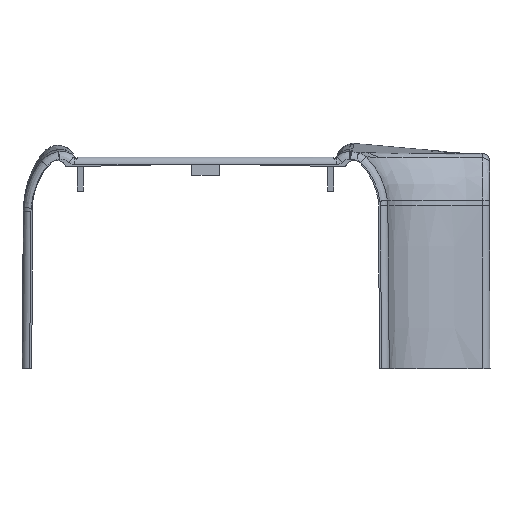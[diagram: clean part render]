
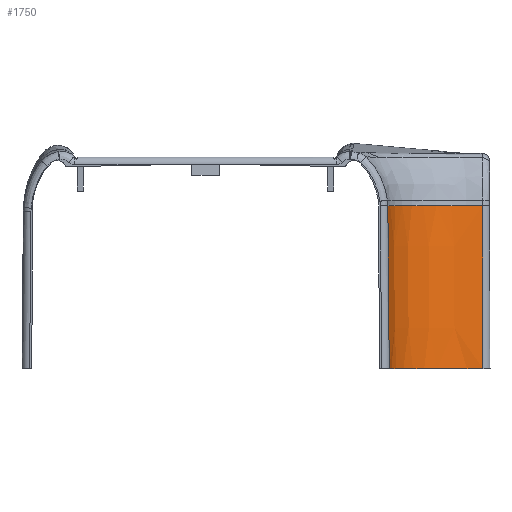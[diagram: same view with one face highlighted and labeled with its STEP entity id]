
A CAD part, front view. The second image highlights one B-rep face of the part: STEP entity #1750.
In plain terms, the highlighted conical face has half-angle 0.5 degrees and reference radius 29.31 mm.
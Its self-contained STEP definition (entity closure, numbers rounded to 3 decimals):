
#471 = AXIS2_PLACEMENT_3D ( 'NONE', #10740, #39518, #14859 ) ;
#584 = CARTESIAN_POINT ( 'NONE',  ( 52.748, -80.161, 47.121 ) ) ;
#1409 = FACE_OUTER_BOUND ( 'NONE', #24062, .T. ) ;
#1750 = ADVANCED_FACE ( 'NONE', ( #1409 ), #22032, .F. ) ;
#3567 = EDGE_CURVE ( 'NONE', #3915, #20119, #15794, .T. ) ;
#3915 = VERTEX_POINT ( 'NONE', #584 ) ;
#9308 = EDGE_CURVE ( 'NONE', #3915, #49707, #13606, .T. ) ;
#10109 = CARTESIAN_POINT ( 'NONE',  ( 53.019, -80.213, 15.707 ) ) ;
#10740 = CARTESIAN_POINT ( 'NONE',  ( 82., -82., 0. ) ) ;
#11234 = DIRECTION ( 'NONE',  ( 0., 0., -1. ) ) ;
#11249 = ORIENTED_EDGE ( 'NONE', *, *, #3567, .T. ) ;
#11911 = DIRECTION ( 'NONE',  ( 0., -1., 0. ) ) ;
#12486 = CARTESIAN_POINT ( 'NONE',  ( 80.239, -53.155, 0. ) ) ;
#12555 = CARTESIAN_POINT ( 'NONE',  ( 80.208, -52.992, 18.848 ) ) ;
#13606 = CIRCLE ( 'NONE', #52458, 29.31 ) ;
#14859 = DIRECTION ( 'NONE',  ( 0., -1., 0. ) ) ;
#15794 = B_SPLINE_CURVE_WITH_KNOTS ( 'NONE', 3,
 ( #43232, #34914, #10109, #18541 ),
 .UNSPECIFIED., .F., .F.,
 ( 4, 4 ),
 ( 0., 1. ),
 .UNSPECIFIED. ) ;
#16677 = CARTESIAN_POINT ( 'NONE',  ( 80.239, -53.155, 0. ) ) ;
#18541 = CARTESIAN_POINT ( 'NONE',  ( 53.155, -80.239, 0. ) ) ;
#20119 = VERTEX_POINT ( 'NONE', #21537 ) ;
#21537 = CARTESIAN_POINT ( 'NONE',  ( 53.155, -80.239, 0. ) ) ;
#21771 = AXIS2_PLACEMENT_3D ( 'NONE', #44681, #40709, #11911 ) ;
#22032 = CONICAL_SURFACE ( 'NONE', #21771, 29.31, 0.009 ) ;
#24062 = EDGE_LOOP ( 'NONE', ( #11249, #44192, #43857, #29263 ) ) ;
#27781 = CARTESIAN_POINT ( 'NONE',  ( 80.161, -52.748, 47.121 ) ) ;
#28933 = CARTESIAN_POINT ( 'NONE',  ( 80.176, -52.829, 37.697 ) ) ;
#29263 = ORIENTED_EDGE ( 'NONE', *, *, #9308, .F. ) ;
#29668 = CIRCLE ( 'NONE', #471, 28.899 ) ;
#30131 = B_SPLINE_CURVE_WITH_KNOTS ( 'NONE', 5,
 ( #36666, #28933, #37197, #12555, #41349, #16677 ),
 .UNSPECIFIED., .F., .F.,
 ( 6, 6 ),
 ( 0., 1. ),
 .UNSPECIFIED. ) ;
#33355 = VERTEX_POINT ( 'NONE', #12486 ) ;
#34914 = CARTESIAN_POINT ( 'NONE',  ( 52.884, -80.187, 31.414 ) ) ;
#35859 = CARTESIAN_POINT ( 'NONE',  ( 82., -82., 47.121 ) ) ;
#36666 = CARTESIAN_POINT ( 'NONE',  ( 80.161, -52.748, 47.121 ) ) ;
#37197 = CARTESIAN_POINT ( 'NONE',  ( 80.192, -52.911, 28.273 ) ) ;
#39518 = DIRECTION ( 'NONE',  ( 0., 0., -1. ) ) ;
#40011 = DIRECTION ( 'NONE',  ( 0.707, -0.707, 0. ) ) ;
#40709 = DIRECTION ( 'NONE',  ( 0., 0., 1. ) ) ;
#41349 = CARTESIAN_POINT ( 'NONE',  ( 80.223, -53.074, 9.424 ) ) ;
#43232 = CARTESIAN_POINT ( 'NONE',  ( 52.748, -80.161, 47.121 ) ) ;
#43857 = ORIENTED_EDGE ( 'NONE', *, *, #50327, .F. ) ;
#44192 = ORIENTED_EDGE ( 'NONE', *, *, #52869, .T. ) ;
#44681 = CARTESIAN_POINT ( 'NONE',  ( 82., -82., 47.121 ) ) ;
#49707 = VERTEX_POINT ( 'NONE', #27781 ) ;
#50327 = EDGE_CURVE ( 'NONE', #49707, #33355, #30131, .T. ) ;
#52458 = AXIS2_PLACEMENT_3D ( 'NONE', #35859, #11234, #40011 ) ;
#52869 = EDGE_CURVE ( 'NONE', #20119, #33355, #29668, .T. ) ;
